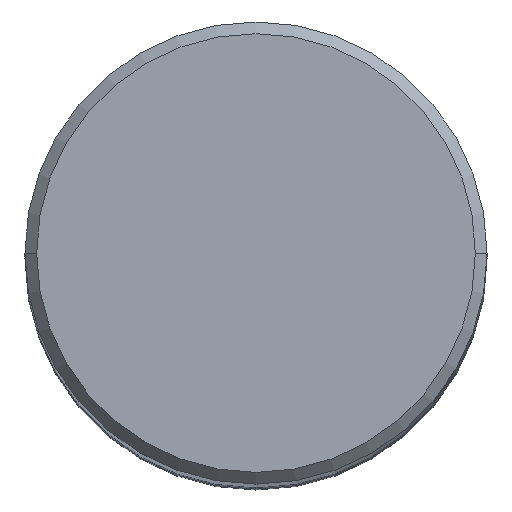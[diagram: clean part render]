
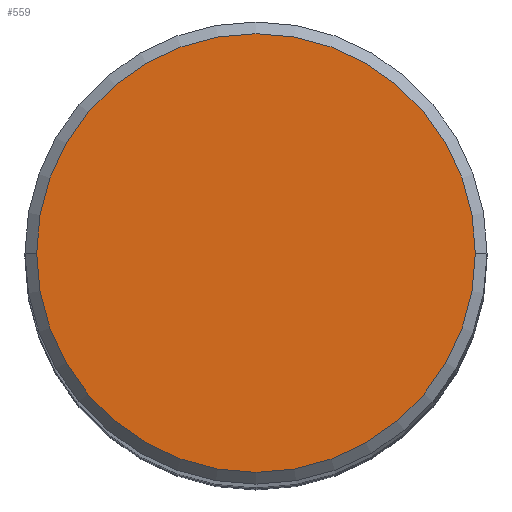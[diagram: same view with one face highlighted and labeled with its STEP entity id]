
A CAD part, top view. The second image highlights one B-rep face of the part: STEP entity #559.
In plain terms, the highlighted planar face has unit normal (0, 0, 1).
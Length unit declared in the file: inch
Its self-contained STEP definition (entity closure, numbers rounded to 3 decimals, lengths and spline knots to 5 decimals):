
#11 = AXIS2_PLACEMENT_3D ( 'NONE', #432, #268, #402 ) ;
#22 = VERTEX_POINT ( 'NONE', #163 ) ;
#38 = DIRECTION ( 'NONE',  ( 0., 0., 1. ) ) ;
#53 = EDGE_LOOP ( 'NONE', ( #348, #318 ) ) ;
#96 = DIRECTION ( 'NONE',  ( -1., 0., 0. ) ) ;
#139 = EDGE_CURVE ( 'NONE', #414, #22, #282, .T. ) ;
#154 = CIRCLE ( 'NONE', #228, 0.3737 ) ;
#163 = CARTESIAN_POINT ( 'NONE',  ( 0.3737, 0., 0. ) ) ;
#228 = AXIS2_PLACEMENT_3D ( 'NONE', #233, #38, #232 ) ;
#232 = DIRECTION ( 'NONE',  ( 1., 0., 0. ) ) ;
#233 = CARTESIAN_POINT ( 'NONE',  ( 0., 0., 0. ) ) ;
#268 = DIRECTION ( 'NONE',  ( 0., 0., 1. ) ) ;
#282 = CIRCLE ( 'NONE', #11, 0.3737 ) ;
#311 = FACE_OUTER_BOUND ( 'NONE', #53, .T. ) ;
#318 = ORIENTED_EDGE ( 'NONE', *, *, #338, .T. ) ;
#338 = EDGE_CURVE ( 'NONE', #22, #414, #154, .T. ) ;
#348 = ORIENTED_EDGE ( 'NONE', *, *, #139, .T. ) ;
#402 = DIRECTION ( 'NONE',  ( 1., 0., 0. ) ) ;
#414 = VERTEX_POINT ( 'NONE', #497 ) ;
#432 = CARTESIAN_POINT ( 'NONE',  ( 0., 0., 0. ) ) ;
#447 = CARTESIAN_POINT ( 'NONE',  ( 0., 0.3737, 0. ) ) ;
#463 = AXIS2_PLACEMENT_3D ( 'NONE', #447, #544, #96 ) ;
#490 = PLANE ( 'NONE',  #463 ) ;
#497 = CARTESIAN_POINT ( 'NONE',  ( -0.3737, 0., 0. ) ) ;
#544 = DIRECTION ( 'NONE',  ( 0., 0., -1. ) ) ;
#559 = ADVANCED_FACE ( 'NONE', ( #311 ), #490, .F. ) ;
